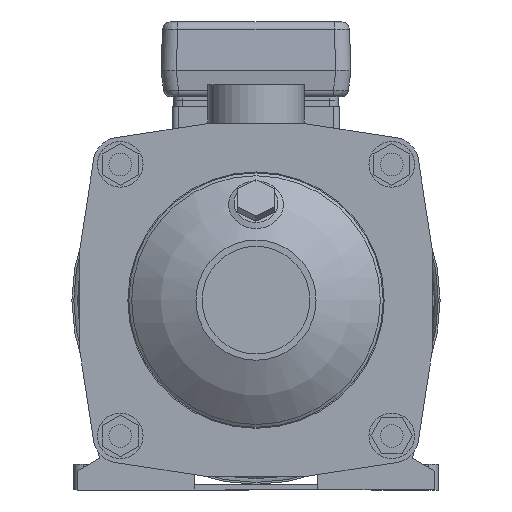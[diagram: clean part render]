
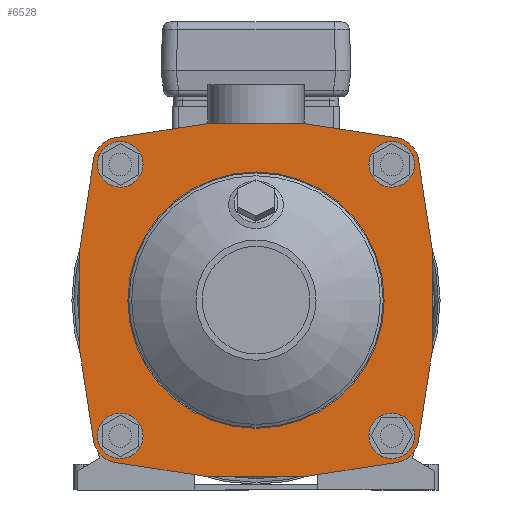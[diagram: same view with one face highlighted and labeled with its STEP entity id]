
A CAD part, left-side view. The second image highlights one B-rep face of the part: STEP entity #6528.
In plain terms, the highlighted face is planar.
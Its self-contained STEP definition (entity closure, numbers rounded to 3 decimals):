
#445=PLANE('',#8134);
#2959=ORIENTED_EDGE('',*,*,#3935,.T.);
#2960=ORIENTED_EDGE('',*,*,#3936,.T.);
#2961=ORIENTED_EDGE('',*,*,#3937,.T.);
#2962=ORIENTED_EDGE('',*,*,#3938,.T.);
#2963=ORIENTED_EDGE('',*,*,#3939,.T.);
#2964=ORIENTED_EDGE('',*,*,#3933,.T.);
#2965=ORIENTED_EDGE('',*,*,#3940,.T.);
#2966=ORIENTED_EDGE('',*,*,#3923,.T.);
#2967=ORIENTED_EDGE('',*,*,#3941,.T.);
#2968=ORIENTED_EDGE('',*,*,#3927,.T.);
#2969=ORIENTED_EDGE('',*,*,#3942,.T.);
#2970=ORIENTED_EDGE('',*,*,#3930,.T.);
#2971=ORIENTED_EDGE('',*,*,#3943,.T.);
#3923=EDGE_CURVE('',#4555,#4556,#4886,.T.);
#3927=EDGE_CURVE('',#4558,#4557,#4887,.T.);
#3930=EDGE_CURVE('',#4560,#4559,#4888,.T.);
#3933=EDGE_CURVE('',#4562,#4561,#4889,.T.);
#3935=EDGE_CURVE('',#4563,#4563,#4890,.F.);
#3936=EDGE_CURVE('',#4564,#4564,#4891,.F.);
#3937=EDGE_CURVE('',#4565,#4565,#4892,.F.);
#3938=EDGE_CURVE('',#4566,#4566,#4893,.F.);
#3939=EDGE_CURVE('',#4567,#4567,#4894,.F.);
#3940=EDGE_CURVE('',#4561,#4555,#4895,.T.);
#3941=EDGE_CURVE('',#4556,#4558,#4896,.T.);
#3942=EDGE_CURVE('',#4557,#4560,#4897,.T.);
#3943=EDGE_CURVE('',#4559,#4562,#4898,.T.);
#4555=VERTEX_POINT('',#14606);
#4556=VERTEX_POINT('',#14607);
#4557=VERTEX_POINT('',#14612);
#4558=VERTEX_POINT('',#14614);
#4559=VERTEX_POINT('',#14618);
#4560=VERTEX_POINT('',#14620);
#4561=VERTEX_POINT('',#14624);
#4562=VERTEX_POINT('',#14626);
#4563=VERTEX_POINT('',#14630);
#4564=VERTEX_POINT('',#14632);
#4565=VERTEX_POINT('',#14634);
#4566=VERTEX_POINT('',#14636);
#4567=VERTEX_POINT('',#14638);
#4886=CIRCLE('',#8127,330.);
#4887=CIRCLE('',#8129,330.);
#4888=CIRCLE('',#8131,330.);
#4889=CIRCLE('',#8133,330.);
#4890=CIRCLE('',#8135,67.5);
#4891=CIRCLE('',#8136,6.);
#4892=CIRCLE('',#8137,6.);
#4893=CIRCLE('',#8138,6.);
#4894=CIRCLE('',#8139,6.);
#4895=CIRCLE('',#8140,14.);
#4896=CIRCLE('',#8141,14.);
#4897=CIRCLE('',#8142,14.);
#4898=CIRCLE('',#8143,14.);
#5375=EDGE_LOOP('',(#2959));
#5376=EDGE_LOOP('',(#2960));
#5377=EDGE_LOOP('',(#2961));
#5378=EDGE_LOOP('',(#2962));
#5379=EDGE_LOOP('',(#2963));
#5380=EDGE_LOOP('',(#2964,#2965,#2966,#2967,#2968,#2969,#2970,#2971));
#5931=FACE_BOUND('',#5375,.T.);
#5932=FACE_BOUND('',#5376,.T.);
#5933=FACE_BOUND('',#5377,.T.);
#5934=FACE_BOUND('',#5378,.T.);
#5935=FACE_BOUND('',#5379,.T.);
#5936=FACE_BOUND('',#5380,.T.);
#6528=ADVANCED_FACE('',(#5931,#5932,#5933,#5934,#5935,#5936),#445,.T.);
#8127=AXIS2_PLACEMENT_3D('',#14605,#9913,#9914);
#8129=AXIS2_PLACEMENT_3D('',#14613,#9920,#9921);
#8131=AXIS2_PLACEMENT_3D('',#14619,#9926,#9927);
#8133=AXIS2_PLACEMENT_3D('',#14625,#9932,#9933);
#8134=AXIS2_PLACEMENT_3D('',#14628,#9935,#9936);
#8135=AXIS2_PLACEMENT_3D('',#14629,#9937,#9938);
#8136=AXIS2_PLACEMENT_3D('',#14631,#9939,#9940);
#8137=AXIS2_PLACEMENT_3D('',#14633,#9941,#9942);
#8138=AXIS2_PLACEMENT_3D('',#14635,#9943,#9944);
#8139=AXIS2_PLACEMENT_3D('',#14637,#9945,#9946);
#8140=AXIS2_PLACEMENT_3D('',#14639,#9947,#9948);
#8141=AXIS2_PLACEMENT_3D('',#14640,#9949,#9950);
#8142=AXIS2_PLACEMENT_3D('',#14641,#9951,#9952);
#8143=AXIS2_PLACEMENT_3D('',#14642,#9953,#9954);
#9913=DIRECTION('',(1.,0.,0.));
#9914=DIRECTION('',(0.,1.,0.));
#9920=DIRECTION('',(1.,0.,0.));
#9921=DIRECTION('',(0.,1.,0.));
#9926=DIRECTION('',(1.,0.,0.));
#9927=DIRECTION('',(0.,1.,0.));
#9932=DIRECTION('',(1.,0.,0.));
#9933=DIRECTION('',(0.,-1.,0.));
#9935=DIRECTION('',(1.,0.,0.));
#9936=DIRECTION('',(0.,1.,0.));
#9937=DIRECTION('',(1.,0.,0.));
#9938=DIRECTION('',(0.,1.,0.));
#9939=DIRECTION('',(1.,0.,0.));
#9940=DIRECTION('',(0.,1.,0.));
#9941=DIRECTION('',(1.,0.,0.));
#9942=DIRECTION('',(0.,1.,0.));
#9943=DIRECTION('',(1.,0.,0.));
#9944=DIRECTION('',(0.,1.,0.));
#9945=DIRECTION('',(1.,0.,0.));
#9946=DIRECTION('',(0.,1.,0.));
#9947=DIRECTION('',(1.,0.,0.));
#9948=DIRECTION('',(0.,1.,0.));
#9949=DIRECTION('',(1.,0.,0.));
#9950=DIRECTION('',(0.,1.,0.));
#9951=DIRECTION('',(1.,0.,0.));
#9952=DIRECTION('',(0.,1.,0.));
#9953=DIRECTION('',(1.,0.,0.));
#9954=DIRECTION('',(0.,1.,0.));
#14605=CARTESIAN_POINT('',(15.,0.,-236.));
#14606=CARTESIAN_POINT('',(15.,74.926,85.382));
#14607=CARTESIAN_POINT('',(15.,-74.926,85.382));
#14612=CARTESIAN_POINT('',(15.,-85.382,-74.926));
#14613=CARTESIAN_POINT('',(15.,236.,0.));
#14614=CARTESIAN_POINT('',(15.,-85.382,74.926));
#14618=CARTESIAN_POINT('',(15.,74.926,-85.382));
#14619=CARTESIAN_POINT('',(15.,0.,236.));
#14620=CARTESIAN_POINT('',(15.,-74.926,-85.382));
#14624=CARTESIAN_POINT('',(15.,85.382,74.926));
#14625=CARTESIAN_POINT('',(15.,-236.,0.));
#14626=CARTESIAN_POINT('',(15.,85.382,-74.926));
#14628=CARTESIAN_POINT('',(15.,118.,-118.));
#14629=CARTESIAN_POINT('',(15.,0.,0.));
#14630=CARTESIAN_POINT('',(15.,67.5,0.));
#14631=CARTESIAN_POINT('',(15.,71.5,-71.5));
#14632=CARTESIAN_POINT('',(15.,77.5,-71.5));
#14633=CARTESIAN_POINT('',(15.,-71.5,-71.5));
#14634=CARTESIAN_POINT('',(15.,-65.5,-71.5));
#14635=CARTESIAN_POINT('',(15.,-71.5,71.5));
#14636=CARTESIAN_POINT('',(15.,-65.5,71.5));
#14637=CARTESIAN_POINT('',(15.,71.5,71.5));
#14638=CARTESIAN_POINT('',(15.,77.5,71.5));
#14639=CARTESIAN_POINT('',(15.,71.747,71.747));
#14640=CARTESIAN_POINT('',(15.,-71.747,71.747));
#14641=CARTESIAN_POINT('',(15.,-71.747,-71.747));
#14642=CARTESIAN_POINT('',(15.,71.747,-71.747));
